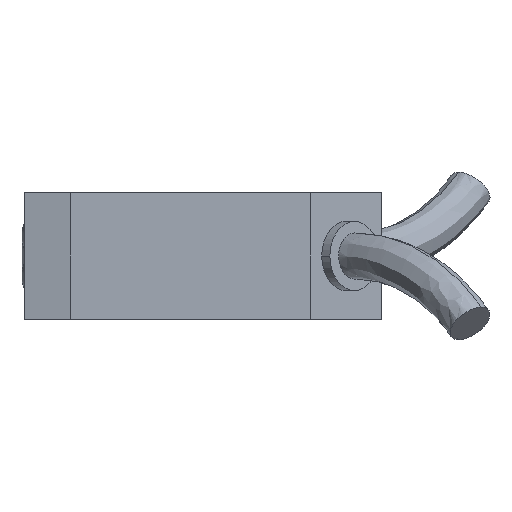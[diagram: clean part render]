
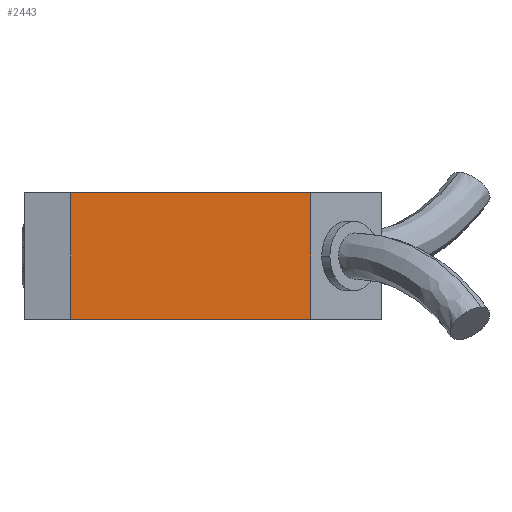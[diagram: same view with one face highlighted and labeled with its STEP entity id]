
A CAD part, left-side view. The second image highlights one B-rep face of the part: STEP entity #2443.
In plain terms, the highlighted planar face has unit normal (-1, 0, 0).
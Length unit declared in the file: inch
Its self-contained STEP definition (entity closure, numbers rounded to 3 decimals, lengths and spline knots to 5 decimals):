
#199 = CARTESIAN_POINT ( 'NONE',  ( -0.3937, 0.31882, -0.21654 ) ) ;
#420 = EDGE_CURVE ( 'NONE', #634, #948, #1418, .T. ) ;
#435 = ORIENTED_EDGE ( 'NONE', *, *, #4007, .T. ) ;
#507 = VECTOR ( 'NONE', #3829, 39.37008 ) ;
#603 = EDGE_CURVE ( 'NONE', #2893, #3424, #2238, .T. ) ;
#634 = VERTEX_POINT ( 'NONE', #2532 ) ;
#671 = CARTESIAN_POINT ( 'NONE',  ( -0.3937, 1.06299, -0.21654 ) ) ;
#769 = CARTESIAN_POINT ( 'NONE',  ( -0.3937, 1.06299, 0.21654 ) ) ;
#792 = DIRECTION ( 'NONE',  ( 0., 0., 1. ) ) ;
#948 = VERTEX_POINT ( 'NONE', #1978 ) ;
#1212 = DIRECTION ( 'NONE',  ( 0., -1., 0. ) ) ;
#1243 = LINE ( 'NONE', #3490, #1954 ) ;
#1418 = LINE ( 'NONE', #1746, #2384 ) ;
#1746 = CARTESIAN_POINT ( 'NONE',  ( -0.3937, 0.24291, -0.21654 ) ) ;
#1954 = VECTOR ( 'NONE', #1212, 39.37008 ) ;
#1972 = EDGE_LOOP ( 'NONE', ( #435, #2996, #2349, #3601 ) ) ;
#1978 = CARTESIAN_POINT ( 'NONE',  ( -0.3937, 0.24291, -0.21654 ) ) ;
#2093 = CARTESIAN_POINT ( 'NONE',  ( -0.3937, 0.31882, -0.21654 ) ) ;
#2122 = DIRECTION ( 'NONE',  ( 0., -1., 0. ) ) ;
#2132 = AXIS2_PLACEMENT_3D ( 'NONE', #199, #3400, #792 ) ;
#2238 = LINE ( 'NONE', #671, #507 ) ;
#2349 = ORIENTED_EDGE ( 'NONE', *, *, #3280, .F. ) ;
#2384 = VECTOR ( 'NONE', #3317, 39.37008 ) ;
#2443 = ADVANCED_FACE ( 'NONE', ( #2660 ), #3066, .T. ) ;
#2532 = CARTESIAN_POINT ( 'NONE',  ( -0.3937, 0.24291, 0.21654 ) ) ;
#2660 = FACE_OUTER_BOUND ( 'NONE', #1972, .T. ) ;
#2893 = VERTEX_POINT ( 'NONE', #769 ) ;
#2996 = ORIENTED_EDGE ( 'NONE', *, *, #420, .F. ) ;
#3066 = PLANE ( 'NONE',  #2132 ) ;
#3280 = EDGE_CURVE ( 'NONE', #2893, #634, #1243, .T. ) ;
#3317 = DIRECTION ( 'NONE',  ( 0., 0., -1. ) ) ;
#3400 = DIRECTION ( 'NONE',  ( -1., 0., 0. ) ) ;
#3424 = VERTEX_POINT ( 'NONE', #3658 ) ;
#3490 = CARTESIAN_POINT ( 'NONE',  ( -0.3937, 0.01969, 0.21654 ) ) ;
#3601 = ORIENTED_EDGE ( 'NONE', *, *, #603, .T. ) ;
#3658 = CARTESIAN_POINT ( 'NONE',  ( -0.3937, 1.06299, -0.21654 ) ) ;
#3716 = VECTOR ( 'NONE', #2122, 39.37008 ) ;
#3829 = DIRECTION ( 'NONE',  ( 0., 0., -1. ) ) ;
#3919 = LINE ( 'NONE', #2093, #3716 ) ;
#4007 = EDGE_CURVE ( 'NONE', #3424, #948, #3919, .T. ) ;
